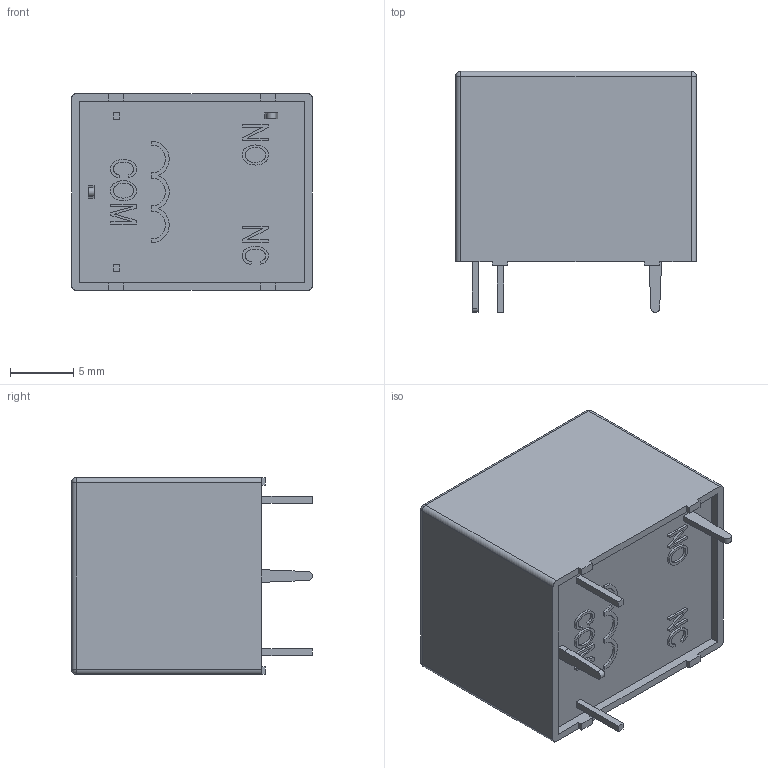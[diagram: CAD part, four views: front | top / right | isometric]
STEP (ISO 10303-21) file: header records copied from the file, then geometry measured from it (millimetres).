
FILE_DESCRIPTION (( 'STEP AP214' ), '1' );
FILE_NAME ('J107F1CS1212VDC.36.STEP', '2025-08-15T16:55:24', ( '' ), ( '' ), 'SwSTEP 2.0', 'SolidWorks 2021', '' );
FILE_SCHEMA (( 'AUTOMOTIVE_DESIGN' ));
Length unit declared in the file: millimetre
Products named in the file (1): J107F1CS1212VDC.36
Bounding box: 19 x 18.99 x 15.53 mm (x, y, z)
Volume: 4249.4 mm3; surface area: 1720.6 mm2
Topology: 5 solids, 5 shells, 169 faces, 433 edges, 282 vertices
Faces by surface type: plane 106, bspline 39, cylinder 20, sphere 4
Entity records: 7459 total; most frequent: CARTESIAN_POINT 3536, ORIENTED_EDGE 858, DIRECTION 653, EDGE_CURVE 429, LINE 311, VECTOR 311, VERTEX_POINT 282, EDGE_LOOP 181
